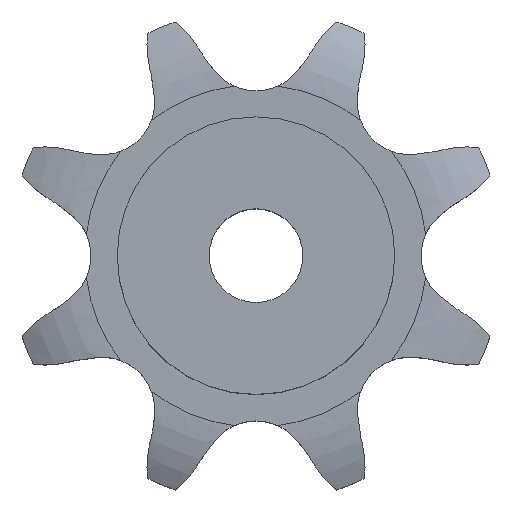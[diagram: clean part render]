
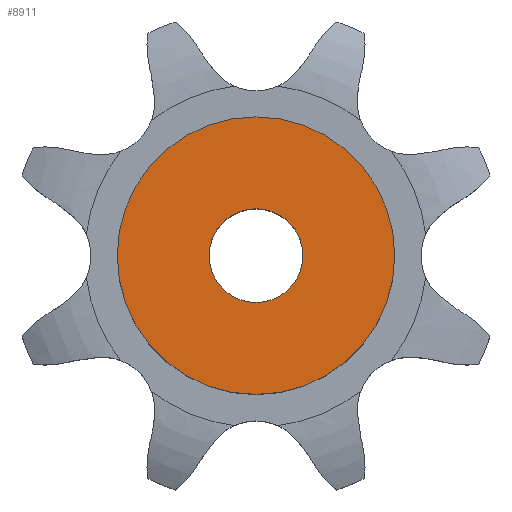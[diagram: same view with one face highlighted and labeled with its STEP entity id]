
A CAD part, top view. The second image highlights one B-rep face of the part: STEP entity #8911.
In plain terms, the highlighted planar face has unit normal (0, 0, 1).
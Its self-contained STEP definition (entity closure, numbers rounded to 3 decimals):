
#1713 = CYLINDRICAL_SURFACE('',#1714,37.);
#1714 = AXIS2_PLACEMENT_3D('',#1715,#1716,#1717);
#1715 = CARTESIAN_POINT('',(0.,0.,0.));
#1716 = DIRECTION('',(-0.,-0.,-1.));
#1717 = DIRECTION('',(1.,0.,0.));
#5948 = VERTEX_POINT('',#5949);
#5949 = CARTESIAN_POINT('',(37.,0.,70.));
#5970 = EDGE_CURVE('',#5948,#5948,#5971,.T.);
#5971 = SURFACE_CURVE('',#5972,(#5977,#5984),.PCURVE_S1.);
#5972 = CIRCLE('',#5973,37.);
#5973 = AXIS2_PLACEMENT_3D('',#5974,#5975,#5976);
#5974 = CARTESIAN_POINT('',(0.,0.,70.));
#5975 = DIRECTION('',(0.,0.,1.));
#5976 = DIRECTION('',(1.,0.,0.));
#5977 = PCURVE('',#1713,#5978);
#5978 = DEFINITIONAL_REPRESENTATION('',(#5979),#5983);
#5979 = LINE('',#5980,#5981);
#5980 = CARTESIAN_POINT('',(-0.,-70.));
#5981 = VECTOR('',#5982,1.);
#5982 = DIRECTION('',(-1.,0.));
#5983 = ( GEOMETRIC_REPRESENTATION_CONTEXT(2) 
PARAMETRIC_REPRESENTATION_CONTEXT() REPRESENTATION_CONTEXT('2D SPACE',''
  ) );
#5984 = PCURVE('',#5985,#5990);
#5985 = PLANE('',#5986);
#5986 = AXIS2_PLACEMENT_3D('',#5987,#5988,#5989);
#5987 = CARTESIAN_POINT('',(0.,0.,70.));
#5988 = DIRECTION('',(0.,0.,1.));
#5989 = DIRECTION('',(1.,0.,0.));
#5990 = DEFINITIONAL_REPRESENTATION('',(#5991),#5995);
#5991 = CIRCLE('',#5992,37.);
#5992 = AXIS2_PLACEMENT_2D('',#5993,#5994);
#5993 = CARTESIAN_POINT('',(0.,0.));
#5994 = DIRECTION('',(1.,0.));
#5995 = ( GEOMETRIC_REPRESENTATION_CONTEXT(2) 
PARAMETRIC_REPRESENTATION_CONTEXT() REPRESENTATION_CONTEXT('2D SPACE',''
  ) );
#7717 = CYLINDRICAL_SURFACE('',#7718,12.5);
#7718 = AXIS2_PLACEMENT_3D('',#7719,#7720,#7721);
#7719 = CARTESIAN_POINT('',(0.,0.,246.118));
#7720 = DIRECTION('',(0.,0.,1.));
#7721 = DIRECTION('',(1.,0.,0.));
#8911 = ADVANCED_FACE('',(#8912,#8915),#5985,.T.);
#8912 = FACE_BOUND('',#8913,.T.);
#8913 = EDGE_LOOP('',(#8914));
#8914 = ORIENTED_EDGE('',*,*,#5970,.T.);
#8915 = FACE_BOUND('',#8916,.T.);
#8916 = EDGE_LOOP('',(#8917));
#8917 = ORIENTED_EDGE('',*,*,#8918,.F.);
#8918 = EDGE_CURVE('',#8919,#8919,#8921,.T.);
#8919 = VERTEX_POINT('',#8920);
#8920 = CARTESIAN_POINT('',(12.5,0.,70.));
#8921 = SURFACE_CURVE('',#8922,(#8927,#8934),.PCURVE_S1.);
#8922 = CIRCLE('',#8923,12.5);
#8923 = AXIS2_PLACEMENT_3D('',#8924,#8925,#8926);
#8924 = CARTESIAN_POINT('',(0.,0.,70.));
#8925 = DIRECTION('',(0.,0.,1.));
#8926 = DIRECTION('',(1.,0.,0.));
#8927 = PCURVE('',#5985,#8928);
#8928 = DEFINITIONAL_REPRESENTATION('',(#8929),#8933);
#8929 = CIRCLE('',#8930,12.5);
#8930 = AXIS2_PLACEMENT_2D('',#8931,#8932);
#8931 = CARTESIAN_POINT('',(0.,0.));
#8932 = DIRECTION('',(1.,0.));
#8933 = ( GEOMETRIC_REPRESENTATION_CONTEXT(2) 
PARAMETRIC_REPRESENTATION_CONTEXT() REPRESENTATION_CONTEXT('2D SPACE',''
  ) );
#8934 = PCURVE('',#7717,#8935);
#8935 = DEFINITIONAL_REPRESENTATION('',(#8936),#8940);
#8936 = LINE('',#8937,#8938);
#8937 = CARTESIAN_POINT('',(0.,-176.118));
#8938 = VECTOR('',#8939,1.);
#8939 = DIRECTION('',(1.,0.));
#8940 = ( GEOMETRIC_REPRESENTATION_CONTEXT(2) 
PARAMETRIC_REPRESENTATION_CONTEXT() REPRESENTATION_CONTEXT('2D SPACE',''
  ) );
